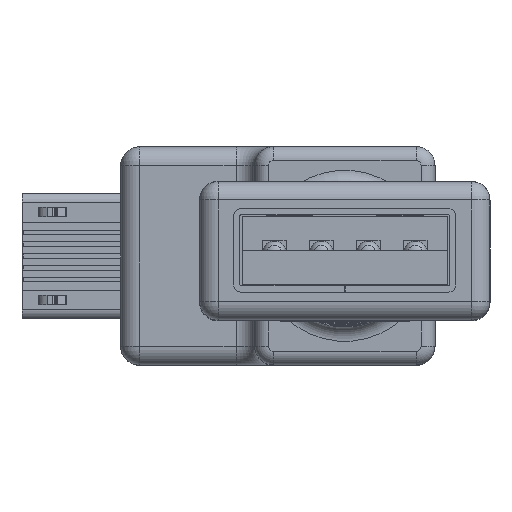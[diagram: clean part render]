
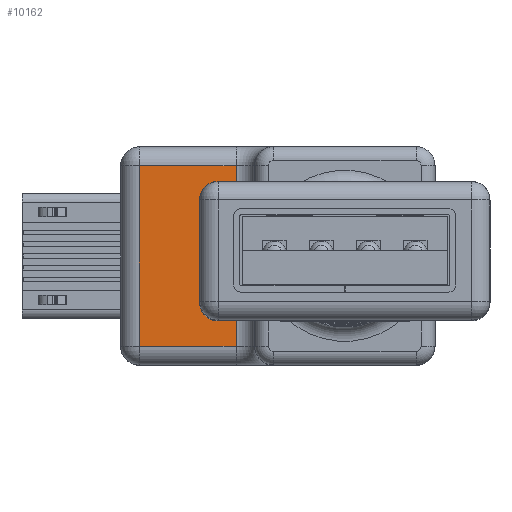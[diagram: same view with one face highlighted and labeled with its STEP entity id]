
A CAD part, top view. The second image highlights one B-rep face of the part: STEP entity #10162.
In plain terms, the highlighted planar face has unit normal (0, 0, 1).
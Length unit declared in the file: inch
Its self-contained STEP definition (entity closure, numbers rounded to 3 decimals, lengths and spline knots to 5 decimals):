
#3639 = DIRECTION ( 'NONE',  ( 0., -1., 0. ) ) ;
#3642 = CARTESIAN_POINT ( 'NONE',  ( 0.04, 0.2325, 0.1455 ) ) ;
#3881 = CARTESIAN_POINT ( 'NONE',  ( 0.24563, 0.2325, 0.1455 ) ) ;
#3997 = DIRECTION ( 'NONE',  ( 1., 0., 0. ) ) ;
#4020 = CARTESIAN_POINT ( 'NONE',  ( 0.24563, -0.1925, 0.1455 ) ) ;
#4188 = CARTESIAN_POINT ( 'NONE',  ( 0., 0.1925, 0.1455 ) ) ;
#4225 = DIRECTION ( 'NONE',  ( -1., 0., 0. ) ) ;
#4458 = DIRECTION ( 'NONE',  ( 0., -1., 0. ) ) ;
#6249 = EDGE_LOOP ( 'NONE', ( #26737, #26738, #26739, #26740 ) ) ;
#6753 = AXIS2_PLACEMENT_3D ( 'NONE', #18329, #18327, #18326 ) ;
#10162 = ADVANCED_FACE ( 'NONE', ( #14041 ), #18359, .F. ) ;
#13582 = CARTESIAN_POINT ( 'NONE',  ( 0.04, -0.1925, 0.1455 ) ) ;
#13587 = CARTESIAN_POINT ( 'NONE',  ( 0.24563, -0.1925, 0.1455 ) ) ;
#13589 = CARTESIAN_POINT ( 'NONE',  ( 0.24563, 0.1925, 0.1455 ) ) ;
#13662 = CARTESIAN_POINT ( 'NONE',  ( 0.04, 0.1925, 0.1455 ) ) ;
#14041 = FACE_OUTER_BOUND ( 'NONE', #6249, .T. ) ;
#15746 = EDGE_CURVE ( 'NONE', #27727, #27725, #25241, .T. ) ;
#15749 = EDGE_CURVE ( 'NONE', #27727, #27800, #25235, .T. ) ;
#15755 = EDGE_CURVE ( 'NONE', #27720, #27725, #25230, .T. ) ;
#15765 = EDGE_CURVE ( 'NONE', #27800, #27720, #25209, .T. ) ;
#18326 = DIRECTION ( 'NONE',  ( -1., 0., 0. ) ) ;
#18327 = DIRECTION ( 'NONE',  ( 0., 0., -1. ) ) ;
#18329 = CARTESIAN_POINT ( 'NONE',  ( 0., 0.2325, 0.1455 ) ) ;
#18359 = PLANE ( 'NONE',  #6753 ) ;
#25207 = VECTOR ( 'NONE', #3639, 39.37008 ) ;
#25209 = LINE ( 'NONE', #3642, #25207 ) ;
#25227 = VECTOR ( 'NONE', #3997, 39.37008 ) ;
#25230 = LINE ( 'NONE', #4020, #25227 ) ;
#25232 = VECTOR ( 'NONE', #4225, 39.37008 ) ;
#25235 = LINE ( 'NONE', #4188, #25232 ) ;
#25237 = VECTOR ( 'NONE', #4458, 39.37008 ) ;
#25241 = LINE ( 'NONE', #3881, #25237 ) ;
#26737 = ORIENTED_EDGE ( 'NONE', *, *, #15765, .T. ) ;
#26738 = ORIENTED_EDGE ( 'NONE', *, *, #15755, .T. ) ;
#26739 = ORIENTED_EDGE ( 'NONE', *, *, #15746, .F. ) ;
#26740 = ORIENTED_EDGE ( 'NONE', *, *, #15749, .T. ) ;
#27720 = VERTEX_POINT ( 'NONE', #13582 ) ;
#27725 = VERTEX_POINT ( 'NONE', #13587 ) ;
#27727 = VERTEX_POINT ( 'NONE', #13589 ) ;
#27800 = VERTEX_POINT ( 'NONE', #13662 ) ;
